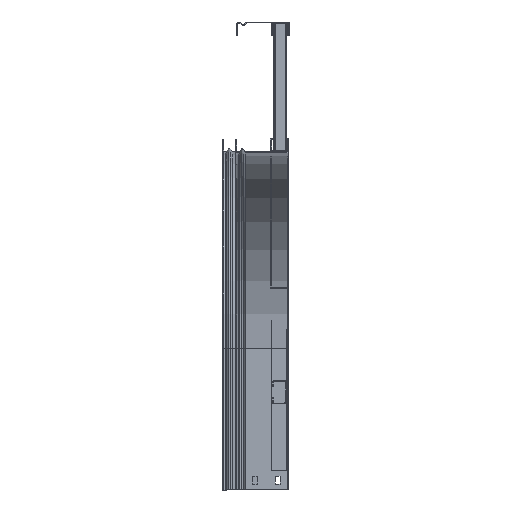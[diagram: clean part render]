
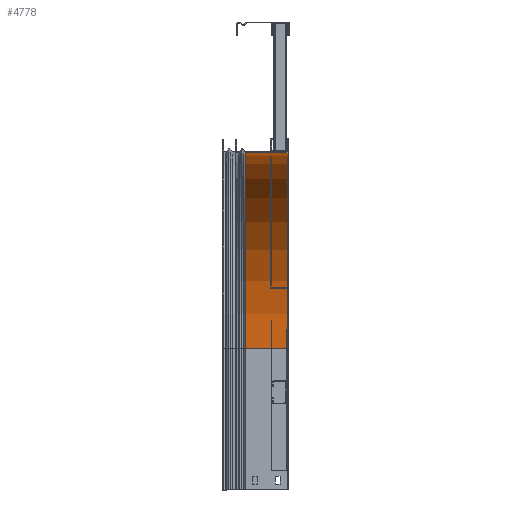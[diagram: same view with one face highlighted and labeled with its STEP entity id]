
A CAD part, left-side view. The second image highlights one B-rep face of the part: STEP entity #4778.
In plain terms, the highlighted cylindrical face has radius 300 mm (diameter 600 mm), a partial arc.
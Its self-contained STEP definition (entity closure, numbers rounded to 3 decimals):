
#284 = EDGE_CURVE ( 'NONE', #11489, #7301, #9873, .T. ) ;
#580 = EDGE_CURVE ( 'NONE', #947, #11489, #11479, .T. ) ;
#760 = CARTESIAN_POINT ( 'NONE',  ( 0., 65.525, 0. ) ) ;
#807 = AXIS2_PLACEMENT_3D ( 'NONE', #5094, #1918, #7291 ) ;
#841 = CARTESIAN_POINT ( 'NONE',  ( 300., 65.525, 0. ) ) ;
#947 = VERTEX_POINT ( 'NONE', #6526 ) ;
#1245 = CARTESIAN_POINT ( 'NONE',  ( 300., 2.2, 0. ) ) ;
#1918 = DIRECTION ( 'NONE',  ( 0., 1., 0. ) ) ;
#2178 = CARTESIAN_POINT ( 'NONE',  ( 0., 0., 0. ) ) ;
#2194 = FACE_OUTER_BOUND ( 'NONE', #8069, .T. ) ;
#2258 = CARTESIAN_POINT ( 'NONE',  ( 300., 0., 0. ) ) ;
#2642 = ORIENTED_EDGE ( 'NONE', *, *, #11424, .T. ) ;
#3009 = DIRECTION ( 'NONE',  ( 0., 0., 1. ) ) ;
#3067 = ORIENTED_EDGE ( 'NONE', *, *, #580, .T. ) ;
#3662 = AXIS2_PLACEMENT_3D ( 'NONE', #2178, #12545, #6237 ) ;
#3786 = DIRECTION ( 'NONE',  ( 0., 1., 0. ) ) ;
#4778 = ADVANCED_FACE ( 'NONE', ( #2194 ), #4811, .F. ) ;
#4811 = CYLINDRICAL_SURFACE ( 'NONE', #807, 300. ) ;
#4997 = AXIS2_PLACEMENT_3D ( 'NONE', #760, #5092, #3009 ) ;
#5092 = DIRECTION ( 'NONE',  ( 0., 1., 0. ) ) ;
#5094 = CARTESIAN_POINT ( 'NONE',  ( 0., 0., 0. ) ) ;
#5338 = CARTESIAN_POINT ( 'NONE',  ( 0., 65.525, -300. ) ) ;
#6237 = DIRECTION ( 'NONE',  ( 1., 0., 0. ) ) ;
#6526 = CARTESIAN_POINT ( 'NONE',  ( 0., 0., -300. ) ) ;
#7291 = DIRECTION ( 'NONE',  ( 0., 0., 1. ) ) ;
#7301 = VERTEX_POINT ( 'NONE', #841 ) ;
#7416 = LINE ( 'NONE', #11062, #8857 ) ;
#8069 = EDGE_LOOP ( 'NONE', ( #11222, #2642, #8484, #3067 ) ) ;
#8484 = ORIENTED_EDGE ( 'NONE', *, *, #9831, .F. ) ;
#8703 = DIRECTION ( 'NONE',  ( 0., 1., 0. ) ) ;
#8857 = VECTOR ( 'NONE', #3786, 1000. ) ;
#9831 = EDGE_CURVE ( 'NONE', #947, #11038, #7416, .T. ) ;
#9873 = LINE ( 'NONE', #1245, #11698 ) ;
#11038 = VERTEX_POINT ( 'NONE', #5338 ) ;
#11062 = CARTESIAN_POINT ( 'NONE',  ( 0., 2.2, -300. ) ) ;
#11222 = ORIENTED_EDGE ( 'NONE', *, *, #284, .T. ) ;
#11424 = EDGE_CURVE ( 'NONE', #7301, #11038, #13048, .T. ) ;
#11479 = CIRCLE ( 'NONE', #3662, 300. ) ;
#11489 = VERTEX_POINT ( 'NONE', #2258 ) ;
#11698 = VECTOR ( 'NONE', #8703, 1000. ) ;
#12545 = DIRECTION ( 'NONE',  ( 0., -1., 0. ) ) ;
#13048 = CIRCLE ( 'NONE', #4997, 300. ) ;
